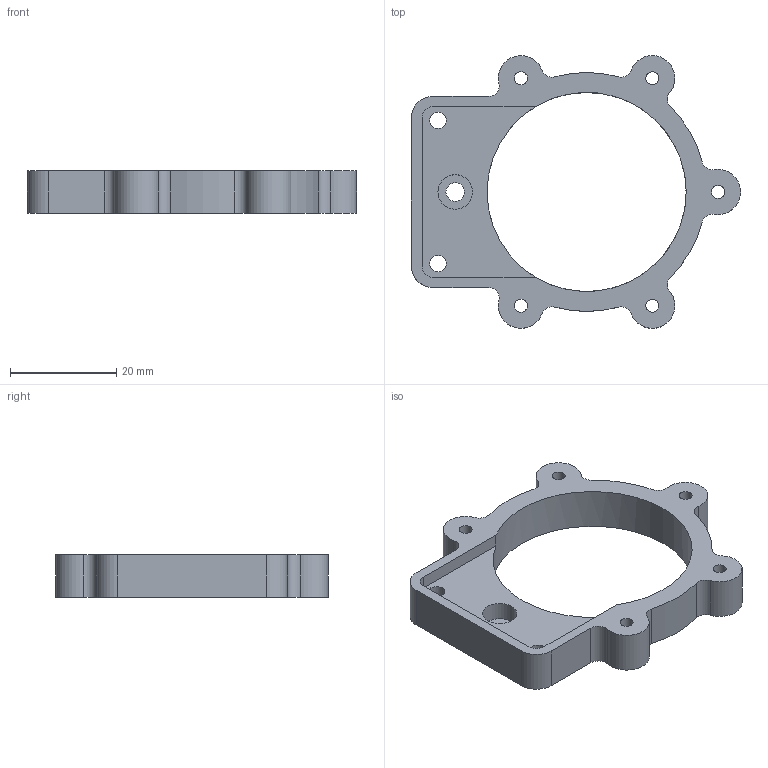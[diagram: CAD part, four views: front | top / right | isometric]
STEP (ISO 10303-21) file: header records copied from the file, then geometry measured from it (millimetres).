
FILE_DESCRIPTION(/* description */ (''),/* implementation_level */ '2;1');
FILE_NAME(/* name */ 'Shoulder_CrossRollerBearingOuterFlange.stp',/* time_stamp */ '2024-04-11T15:29:04+09:00',/* author */ ('Masato Kubotera'),/* organization */ (''),/* preprocessor_version */ 'ST-DEVELOPER v20',/* originating_system */ 'Autodesk Inventor 2024',/* authorisation */ '');
FILE_SCHEMA (('AUTOMOTIVE_DESIGN { 1 0 10303 214 3 1 1 }'));
Length unit declared in the file: millimetre
Products named in the file (1): Shoulder_CrossRollerBearingOuterFlange
Bounding box: 62 x 51.37 x 8 mm (x, y, z)
Volume: 8021.6 mm3; surface area: 5534.8 mm2
Topology: 1 solids, 1 shells, 43 faces, 120 edges, 80 vertices
Faces by surface type: cylinder 33, plane 10
Full cylindrical faces by diameter (mm): 2.459 x5, 3.1 x2, 3.5 x1, 6.5 x1, 37.5 x1
Entity records: 1501 total; most frequent: DIRECTION 276, CARTESIAN_POINT 244, ORIENTED_EDGE 240, EDGE_CURVE 120, AXIS2_PLACEMENT_3D 112, VERTEX_POINT 80, CIRCLE 68, EDGE_LOOP 62
